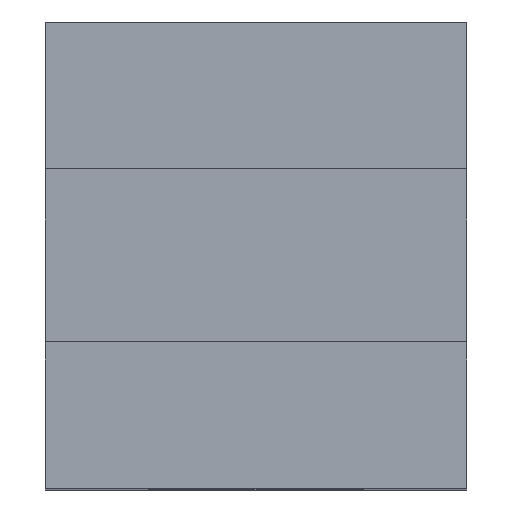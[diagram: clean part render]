
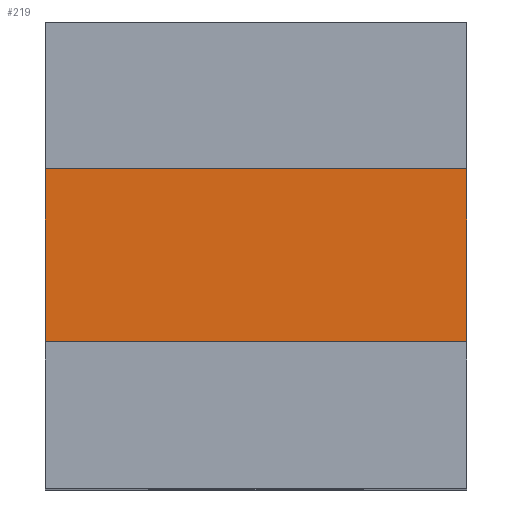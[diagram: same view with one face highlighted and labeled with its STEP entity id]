
A CAD part, top view. The second image highlights one B-rep face of the part: STEP entity #219.
In plain terms, the highlighted planar face has unit normal (0, 0, 1).
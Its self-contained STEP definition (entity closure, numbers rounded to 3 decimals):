
#160=CARTESIAN_POINT('Vertex',(-23.96,2.5,13.5)) ;
#174=CARTESIAN_POINT('Vertex',(-36.16,2.5,13.5)) ;
#177=CARTESIAN_POINT('Line Origine',(-30.06,2.5,13.5)) ;
#189=CARTESIAN_POINT('Axis2P3D Location',(0.,0.,13.5)) ;
#194=CARTESIAN_POINT('Line Origine',(-36.16,0.,13.5)) ;
#198=CARTESIAN_POINT('Vertex',(-36.16,-2.5,13.5)) ;
#201=CARTESIAN_POINT('Line Origine',(-30.06,-2.5,13.5)) ;
#205=CARTESIAN_POINT('Vertex',(-23.96,-2.5,13.5)) ;
#208=CARTESIAN_POINT('Line Origine',(-23.96,0.,13.5)) ;
#178=DIRECTION('Vector Direction',(1.,0.,0.)) ;
#190=DIRECTION('Axis2P3D Direction',(0.,0.,1.)) ;
#191=DIRECTION('Axis2P3D XDirection',(1.,0.,0.)) ;
#195=DIRECTION('Vector Direction',(0.,-1.,0.)) ;
#202=DIRECTION('Vector Direction',(-1.,0.,0.)) ;
#209=DIRECTION('Vector Direction',(0.,1.,0.)) ;
#192=AXIS2_PLACEMENT_3D('Plane Axis2P3D',#189,#190,#191) ;
#214=ORIENTED_EDGE('',*,*,#200,.T.) ;
#215=ORIENTED_EDGE('',*,*,#207,.T.) ;
#216=ORIENTED_EDGE('',*,*,#212,.T.) ;
#217=ORIENTED_EDGE('',*,*,#181,.T.) ;
#179=VECTOR('Line Direction',#178,1.) ;
#196=VECTOR('Line Direction',#195,1.) ;
#203=VECTOR('Line Direction',#202,1.) ;
#210=VECTOR('Line Direction',#209,1.) ;
#219=ADVANCED_FACE('CAGE-ECROU',(#218),#193,.T.) ;
#181=EDGE_CURVE('',#161,#175,#180,.F.) ;
#200=EDGE_CURVE('',#175,#199,#197,.T.) ;
#207=EDGE_CURVE('',#199,#206,#204,.F.) ;
#212=EDGE_CURVE('',#206,#161,#211,.T.) ;
#213=EDGE_LOOP('',(#214,#215,#216,#217)) ;
#218=FACE_OUTER_BOUND('',#213,.T.) ;
#180=LINE('Line',#177,#179) ;
#197=LINE('Line',#194,#196) ;
#204=LINE('Line',#201,#203) ;
#211=LINE('Line',#208,#210) ;
#193=PLANE('Plane',#192) ;
#161=VERTEX_POINT('',#160) ;
#175=VERTEX_POINT('',#174) ;
#199=VERTEX_POINT('',#198) ;
#206=VERTEX_POINT('',#205) ;
